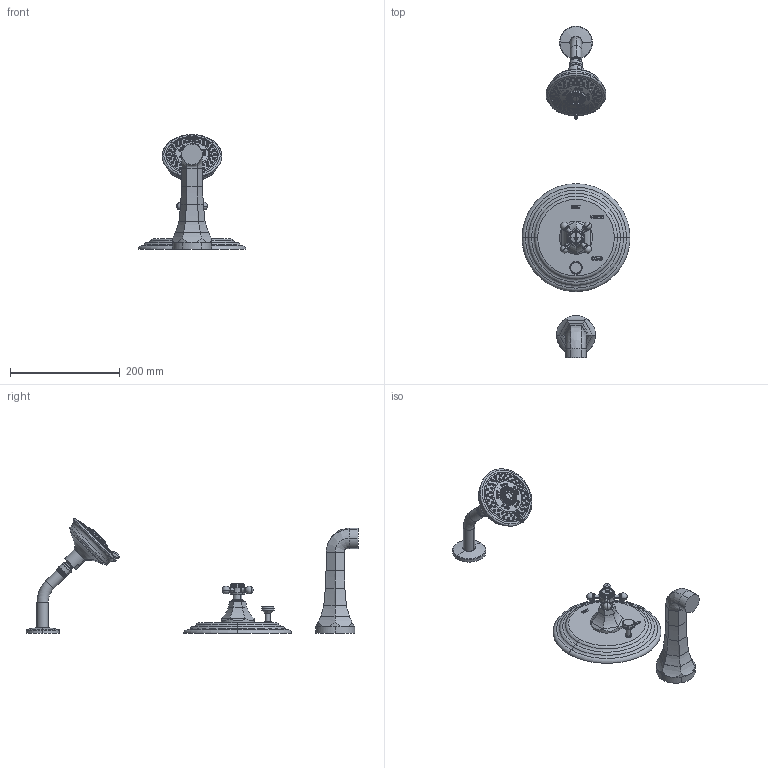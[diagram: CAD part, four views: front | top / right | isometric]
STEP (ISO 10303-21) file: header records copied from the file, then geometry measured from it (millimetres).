
FILE_DESCRIPTION((''),'2;1');
FILE_NAME('3-1222BP','2021-05-27T10:03:15',('jinson.thomas'),(''),'CREO PARAMETRIC BY PTC INC, 2018400','CREO PARAMETRIC BY PTC INC, 2018400','');
FILE_SCHEMA(('CONFIG_CONTROL_DESIGN'));
Products named in the file (1): 3-1222BP
Bounding box: 196.85 x 605.41 x 209.53 mm (x, y, z)
Volume: 1168553.8 mm3; surface area: 159922.7 mm2
Topology: 3 solids, 3 shells, 1458 faces, 3218 edges, 1936 vertices
Faces by surface type: torus 383, cone 320, plane 276, cylinder 251, bspline 142, extrusion 64, sphere 20, revolution 2
Entity records: 65899 total; most frequent: CARTESIAN_POINT 34902, ORIENTED_EDGE 6412, DIRECTION 6274, EDGE_CURVE 3206, AXIS2_PLACEMENT_3D 2587, VERTEX_POINT 1936, EDGE_LOOP 1656, FACE_OUTER_BOUND 1458
